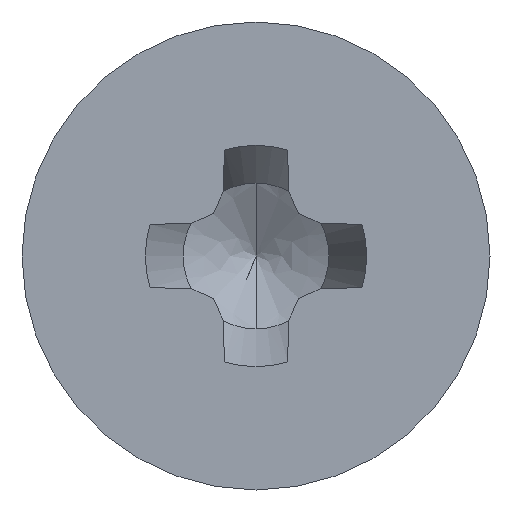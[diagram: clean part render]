
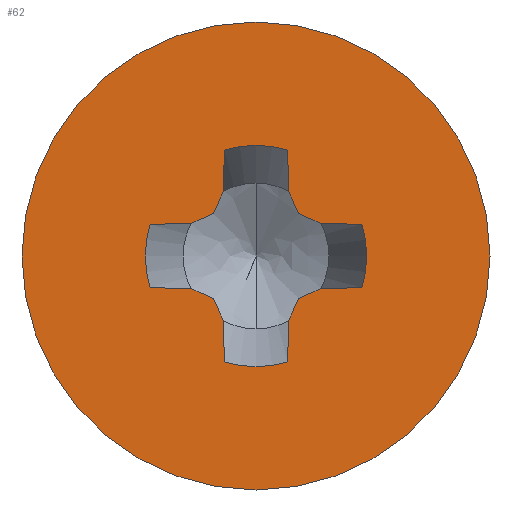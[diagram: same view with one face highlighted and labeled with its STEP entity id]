
A CAD part, front view. The second image highlights one B-rep face of the part: STEP entity #62.
In plain terms, the highlighted planar face has unit normal (0, -1, 0).
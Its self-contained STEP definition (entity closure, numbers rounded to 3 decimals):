
#62=ADVANCED_FACE('',(#291,#292),#290,.F.);
#290=PLANE('',#483);
#291=FACE_OUTER_BOUND('',#484,.T.);
#292=FACE_BOUND('',#485,.T.);
#480=CARTESIAN_POINT('',(-5.716,-0.7,-3.575));
#481=DIRECTION('',(0.,1.,0.));
#482=DIRECTION('',(0.,0.,1.));
#483=AXIS2_PLACEMENT_3D('',#480,#481,#482);
#484=EDGE_LOOP('',(#608,#609));
#485=EDGE_LOOP('',(#610,#611,#612,#613,#614,#615,#616,#617,#618,#619,#620,#621,#622,#623,#624,#625,#626,#627,#628,#629));
#608=ORIENTED_EDGE('',*,*,#724,.T.);
#609=ORIENTED_EDGE('',*,*,#725,.T.);
#610=ORIENTED_EDGE('',*,*,#696,.F.);
#611=ORIENTED_EDGE('',*,*,#699,.F.);
#612=ORIENTED_EDGE('',*,*,#703,.F.);
#613=ORIENTED_EDGE('',*,*,#706,.F.);
#614=ORIENTED_EDGE('',*,*,#707,.F.);
#615=ORIENTED_EDGE('',*,*,#692,.F.);
#616=ORIENTED_EDGE('',*,*,#708,.F.);
#617=ORIENTED_EDGE('',*,*,#712,.F.);
#618=ORIENTED_EDGE('',*,*,#714,.F.);
#619=ORIENTED_EDGE('',*,*,#666,.F.);
#620=ORIENTED_EDGE('',*,*,#683,.F.);
#621=ORIENTED_EDGE('',*,*,#675,.F.);
#622=ORIENTED_EDGE('',*,*,#679,.F.);
#623=ORIENTED_EDGE('',*,*,#672,.F.);
#624=ORIENTED_EDGE('',*,*,#674,.F.);
#625=ORIENTED_EDGE('',*,*,#687,.F.);
#626=ORIENTED_EDGE('',*,*,#680,.F.);
#627=ORIENTED_EDGE('',*,*,#719,.F.);
#628=ORIENTED_EDGE('',*,*,#717,.F.);
#629=ORIENTED_EDGE('',*,*,#698,.F.);
#666=EDGE_CURVE('',#740,#733,#747,.T.);
#672=EDGE_CURVE('',#782,#768,#789,.T.);
#674=EDGE_CURVE('',#795,#782,#802,.T.);
#675=EDGE_CURVE('',#808,#809,#810,.T.);
#679=EDGE_CURVE('',#768,#808,#835,.T.);
#680=EDGE_CURVE('',#841,#842,#843,.T.);
#683=EDGE_CURVE('',#809,#740,#862,.T.);
#687=EDGE_CURVE('',#842,#795,#887,.T.);
#692=EDGE_CURVE('',#915,#894,#922,.T.);
#696=EDGE_CURVE('',#943,#929,#950,.T.);
#698=EDGE_CURVE('',#929,#956,#963,.T.);
#699=EDGE_CURVE('',#969,#943,#970,.T.);
#703=EDGE_CURVE('',#989,#969,#996,.T.);
#706=EDGE_CURVE('',#1008,#989,#1015,.T.);
#707=EDGE_CURVE('',#894,#1008,#1021,.T.);
#708=EDGE_CURVE('',#1027,#915,#1028,.T.);
#712=EDGE_CURVE('',#1047,#1027,#1054,.T.);
#714=EDGE_CURVE('',#733,#1047,#1066,.T.);
#717=EDGE_CURVE('',#956,#1073,#1086,.T.);
#719=EDGE_CURVE('',#1073,#841,#1098,.T.);
#724=EDGE_CURVE('',#1132,#1133,#1134,.T.);
#725=EDGE_CURVE('',#1133,#1132,#1140,.T.);
#733=VERTEX_POINT('',#1184);
#740=VERTEX_POINT('',#1188);
#747=LINE('',#1193,#1194);
#768=VERTEX_POINT('',#1207);
#782=VERTEX_POINT('',#1216);
#789=LINE('',#1220,#1221);
#795=VERTEX_POINT('',#1223);
#802=LINE('',#1228,#1229);
#808=VERTEX_POINT('',#1231);
#809=VERTEX_POINT('',#1232);
#810=LINE('',#1233,#1234);
#835=LINE('',#1248,#1249);
#841=VERTEX_POINT('',#1251);
#842=VERTEX_POINT('',#1252);
#843=LINE('',#1253,#1254);
#862=CIRCLE('',#1267,1.3);
#887=CIRCLE('',#1284,1.3);
#894=VERTEX_POINT('',#1286);
#915=VERTEX_POINT('',#1301);
#922=CIRCLE('',#1309,1.3);
#929=VERTEX_POINT('',#1311);
#943=VERTEX_POINT('',#1321);
#950=CIRCLE('',#1329,1.3);
#956=VERTEX_POINT('',#1330);
#963=LINE('',#1334,#1335);
#969=VERTEX_POINT('',#1337);
#970=LINE('',#1338,#1339);
#989=VERTEX_POINT('',#1349);
#996=LINE('',#1353,#1354);
#1008=VERTEX_POINT('',#1360);
#1015=LINE('',#1364,#1365);
#1021=LINE('',#1367,#1368);
#1027=VERTEX_POINT('',#1370);
#1028=LINE('',#1371,#1372);
#1047=VERTEX_POINT('',#1382);
#1054=LINE('',#1386,#1387);
#1066=LINE('',#1393,#1394);
#1073=VERTEX_POINT('',#1397);
#1086=LINE('',#1405,#1406);
#1098=LINE('',#1412,#1413);
#1132=VERTEX_POINT('',#1435);
#1133=VERTEX_POINT('',#1436);
#1134=CIRCLE('',#1440,2.75);
#1140=CIRCLE('',#1444,2.75);
#1184=CARTESIAN_POINT('',(-0.766,-0.7,-0.381));
#1188=CARTESIAN_POINT('',(-1.245,-0.7,-0.373));
#1193=CARTESIAN_POINT('',(-1.245,-0.7,-0.373));
#1194=VECTOR('',#1195,0.48);
#1195=DIRECTION('',(1.,0.,-0.017));
#1207=CARTESIAN_POINT('',(-0.5,-0.7,0.5));
#1216=CARTESIAN_POINT('',(-0.381,-0.7,0.766));
#1220=CARTESIAN_POINT('',(-0.381,-0.7,0.766));
#1221=VECTOR('',#1222,0.291);
#1222=DIRECTION('',(-0.407,0.,-0.914));
#1223=CARTESIAN_POINT('',(-0.373,-0.7,1.245));
#1228=CARTESIAN_POINT('',(-0.373,-0.7,1.245));
#1229=VECTOR('',#1230,0.48);
#1230=DIRECTION('',(-0.017,0.,-1.));
#1231=CARTESIAN_POINT('',(-0.766,-0.7,0.381));
#1232=CARTESIAN_POINT('',(-1.245,-0.7,0.373));
#1233=CARTESIAN_POINT('',(-0.766,-0.7,0.381));
#1234=VECTOR('',#1235,0.48);
#1235=DIRECTION('',(-1.,0.,-0.017));
#1248=CARTESIAN_POINT('',(-0.5,-0.7,0.5));
#1249=VECTOR('',#1250,0.291);
#1250=DIRECTION('',(-0.914,0.,-0.407));
#1251=CARTESIAN_POINT('',(0.381,-0.7,0.766));
#1252=CARTESIAN_POINT('',(0.373,-0.7,1.245));
#1253=CARTESIAN_POINT('',(0.381,-0.7,0.766));
#1254=VECTOR('',#1255,0.48);
#1255=DIRECTION('',(-0.017,0.,1.));
#1264=CARTESIAN_POINT('',(0.,-0.7,0.));
#1265=DIRECTION('',(0.,-1.,0.));
#1266=DIRECTION('',(0.,0.,1.));
#1267=AXIS2_PLACEMENT_3D('',#1264,#1265,#1266);
#1281=CARTESIAN_POINT('',(0.,-0.7,0.));
#1282=DIRECTION('',(0.,-1.,0.));
#1283=DIRECTION('',(0.287,0.,0.958));
#1284=AXIS2_PLACEMENT_3D('',#1281,#1282,#1283);
#1286=CARTESIAN_POINT('',(0.373,-0.7,-1.245));
#1301=CARTESIAN_POINT('',(-0.373,-0.7,-1.245));
#1306=CARTESIAN_POINT('',(0.,-0.7,0.));
#1307=DIRECTION('',(0.,-1.,0.));
#1308=DIRECTION('',(0.,0.,1.));
#1309=AXIS2_PLACEMENT_3D('',#1306,#1307,#1308);
#1311=CARTESIAN_POINT('',(1.245,-0.7,0.373));
#1321=CARTESIAN_POINT('',(1.245,-0.7,-0.373));
#1326=CARTESIAN_POINT('',(0.,-0.7,0.));
#1327=DIRECTION('',(0.,-1.,0.));
#1328=DIRECTION('',(0.,0.,1.));
#1329=AXIS2_PLACEMENT_3D('',#1326,#1327,#1328);
#1330=CARTESIAN_POINT('',(0.766,-0.7,0.381));
#1334=CARTESIAN_POINT('',(1.245,-0.7,0.373));
#1335=VECTOR('',#1336,0.48);
#1336=DIRECTION('',(-1.,0.,0.017));
#1337=CARTESIAN_POINT('',(0.766,-0.7,-0.381));
#1338=CARTESIAN_POINT('',(0.766,-0.7,-0.381));
#1339=VECTOR('',#1340,0.48);
#1340=DIRECTION('',(1.,0.,0.017));
#1349=CARTESIAN_POINT('',(0.5,-0.7,-0.5));
#1353=CARTESIAN_POINT('',(0.5,-0.7,-0.5));
#1354=VECTOR('',#1355,0.291);
#1355=DIRECTION('',(0.914,0.,0.407));
#1360=CARTESIAN_POINT('',(0.381,-0.7,-0.766));
#1364=CARTESIAN_POINT('',(0.381,-0.7,-0.766));
#1365=VECTOR('',#1366,0.291);
#1366=DIRECTION('',(0.407,0.,0.914));
#1367=CARTESIAN_POINT('',(0.373,-0.7,-1.245));
#1368=VECTOR('',#1369,0.48);
#1369=DIRECTION('',(0.017,0.,1.));
#1370=CARTESIAN_POINT('',(-0.381,-0.7,-0.766));
#1371=CARTESIAN_POINT('',(-0.381,-0.7,-0.766));
#1372=VECTOR('',#1373,0.48);
#1373=DIRECTION('',(0.017,0.,-1.));
#1382=CARTESIAN_POINT('',(-0.5,-0.7,-0.5));
#1386=CARTESIAN_POINT('',(-0.5,-0.7,-0.5));
#1387=VECTOR('',#1388,0.291);
#1388=DIRECTION('',(0.407,0.,-0.914));
#1393=CARTESIAN_POINT('',(-0.766,-0.7,-0.381));
#1394=VECTOR('',#1395,0.291);
#1395=DIRECTION('',(0.914,0.,-0.407));
#1397=CARTESIAN_POINT('',(0.5,-0.7,0.5));
#1405=CARTESIAN_POINT('',(0.766,-0.7,0.381));
#1406=VECTOR('',#1407,0.291);
#1407=DIRECTION('',(-0.914,0.,0.407));
#1412=CARTESIAN_POINT('',(0.5,-0.7,0.5));
#1413=VECTOR('',#1414,0.291);
#1414=DIRECTION('',(-0.407,0.,0.914));
#1435=CARTESIAN_POINT('',(0.,-0.7,-2.75));
#1436=CARTESIAN_POINT('',(0.,-0.7,2.75));
#1437=CARTESIAN_POINT('',(0.,-0.7,0.));
#1438=DIRECTION('',(0.,-1.,0.));
#1439=DIRECTION('',(0.,0.,-1.));
#1440=AXIS2_PLACEMENT_3D('',#1437,#1438,#1439);
#1441=CARTESIAN_POINT('',(0.,-0.7,0.));
#1442=DIRECTION('',(0.,-1.,0.));
#1443=DIRECTION('',(0.,0.,-1.));
#1444=AXIS2_PLACEMENT_3D('',#1441,#1442,#1443);
